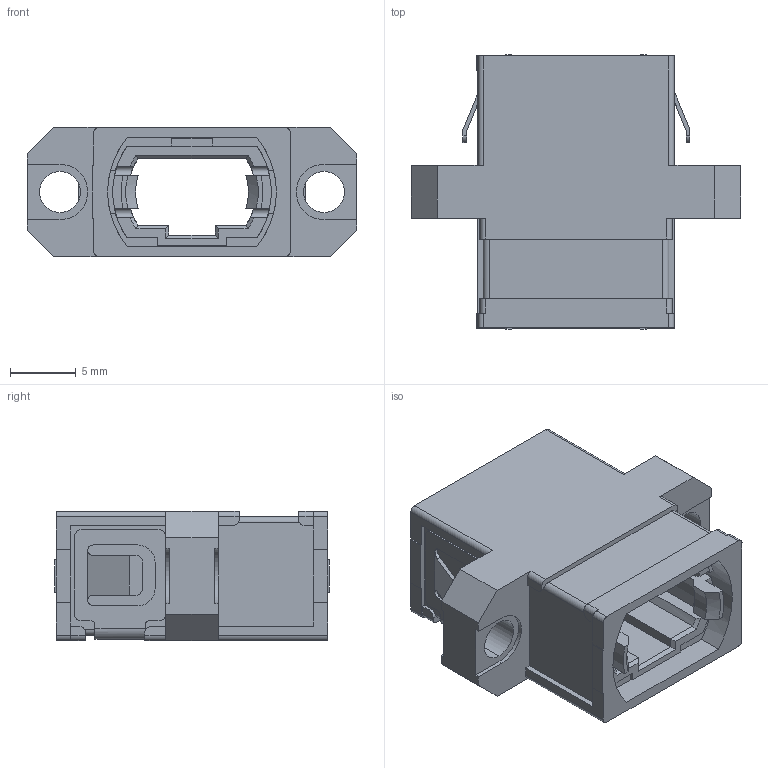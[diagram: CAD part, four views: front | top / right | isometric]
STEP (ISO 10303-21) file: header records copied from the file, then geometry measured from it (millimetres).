
FILE_DESCRIPTION(/* description */ (''),/* implementation_level */ '2;1');
FILE_NAME(/* name */ 'AD-MPO-MPO-OPA-S-2-F_01-STP.stp',/* time_stamp */ '2024-09-05T09:42:25+02:00',/* author */ (''),/* organization */ (''),/* preprocessor_version */ 'ST-DEVELOPER v18.102',/* originating_system */ 'SIEMENS PLM Software NX2206.6002',/* authorisation */ '');
FILE_SCHEMA (('AUTOMOTIVE_DESIGN { 1 0 10303 214 3 1 1 1 }'));
Length unit declared in the file: millimetre
Products named in the file (1): 001645_01_1-AD-MPO-MPO-OPA-S-2-F
Bounding box: 25 x 20.8 x 9.8 mm (x, y, z)
Volume: 1912.7 mm3; surface area: 3682.3 mm2
Topology: 1 solids, 1 shells, 363 faces, 1065 edges, 702 vertices
Faces by surface type: plane 241, cylinder 106, cone 16
Entity records: 12158 total; most frequent: CARTESIAN_POINT 2332, ORIENTED_EDGE 2130, DIRECTION 1994, EDGE_CURVE 1065, LINE 754, VECTOR 754, VERTEX_POINT 702, AXIS2_PLACEMENT_3D 620
